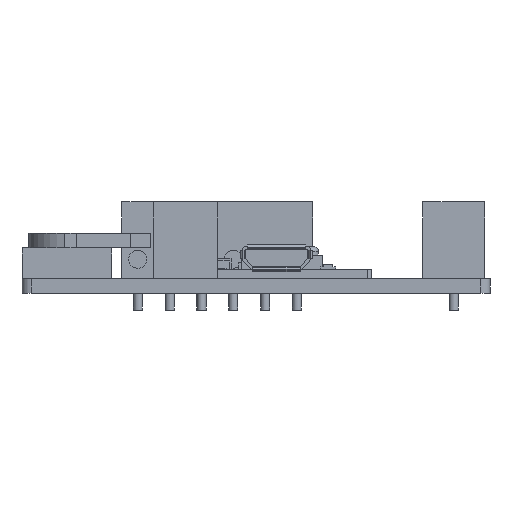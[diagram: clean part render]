
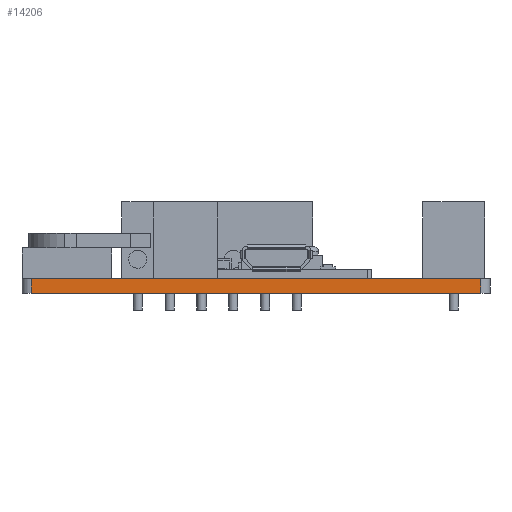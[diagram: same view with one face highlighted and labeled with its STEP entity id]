
A CAD part, left-side view. The second image highlights one B-rep face of the part: STEP entity #14206.
In plain terms, the highlighted planar face has unit normal (-1, 0, 0).
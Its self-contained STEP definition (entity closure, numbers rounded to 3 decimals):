
#1060=PLANE('',#15699);
#1656=FACE_OUTER_BOUND('',#2709,.T.);
#2709=EDGE_LOOP('',(#12928,#12929,#12930,#12931));
#3913=LINE('',#24084,#5140);
#3914=LINE('',#24089,#5141);
#3927=LINE('',#24310,#5154);
#3937=LINE('',#24518,#5164);
#5140=VECTOR('',#19130,1.);
#5141=VECTOR('',#19137,1.);
#5154=VECTOR('',#19348,1.);
#5164=VECTOR('',#19550,1.);
#7093=VERTEX_POINT('',#24082);
#7094=VERTEX_POINT('',#24083);
#7095=VERTEX_POINT('',#24088);
#7204=VERTEX_POINT('',#24308);
#8999=EDGE_CURVE('',#7093,#7094,#3913,.T.);
#9002=EDGE_CURVE('',#7093,#7095,#3914,.T.);
#9113=EDGE_CURVE('',#7094,#7204,#3927,.T.);
#9217=EDGE_CURVE('',#7095,#7204,#3937,.T.);
#12928=ORIENTED_EDGE('',*,*,#8999,.T.);
#12929=ORIENTED_EDGE('',*,*,#9113,.T.);
#12930=ORIENTED_EDGE('',*,*,#9217,.F.);
#12931=ORIENTED_EDGE('',*,*,#9002,.F.);
#14206=ADVANCED_FACE('',(#1656),#1060,.T.);
#15699=AXIS2_PLACEMENT_3D('',#24517,#19548,#19549);
#19130=DIRECTION('',(0.,0.,1.));
#19137=DIRECTION('',(0.,1.,0.));
#19348=DIRECTION('',(0.,1.,0.));
#19548=DIRECTION('center_axis',(-1.,0.,0.));
#19549=DIRECTION('ref_axis',(0.,1.,0.));
#19550=DIRECTION('',(0.,0.,1.));
#24082=CARTESIAN_POINT('',(22.5,-72.5,0.));
#24083=CARTESIAN_POINT('',(22.5,-72.5,1.6));
#24084=CARTESIAN_POINT('',(22.5,-72.5,0.));
#24088=CARTESIAN_POINT('',(22.5,-23.,0.));
#24089=CARTESIAN_POINT('',(22.5,-72.5,0.));
#24308=CARTESIAN_POINT('',(22.5,-23.,1.6));
#24310=CARTESIAN_POINT('',(22.5,-72.5,1.6));
#24517=CARTESIAN_POINT('Origin',(22.5,-72.5,0.));
#24518=CARTESIAN_POINT('',(22.5,-23.,0.));
